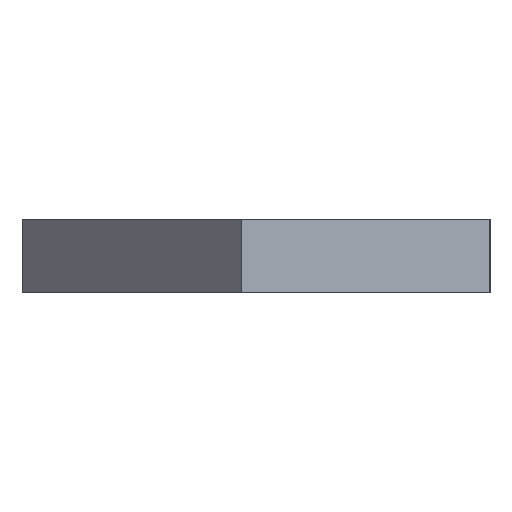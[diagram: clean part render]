
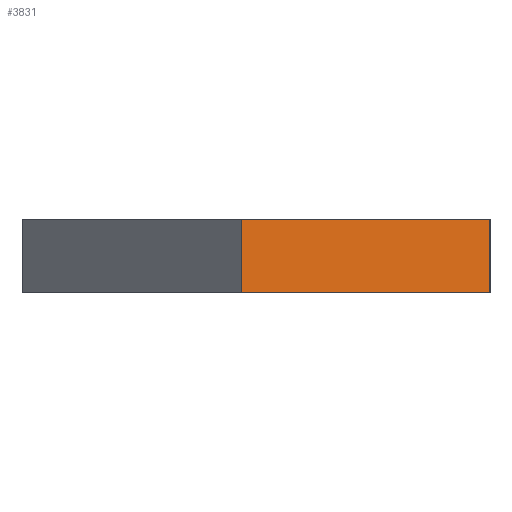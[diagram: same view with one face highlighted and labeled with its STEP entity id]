
A CAD part, left-side view. The second image highlights one B-rep face of the part: STEP entity #3831.
In plain terms, the highlighted planar face has unit normal (-0.749, -0.663, 0).
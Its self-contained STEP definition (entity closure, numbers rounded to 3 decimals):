
#55 = PLANE('',#56);
#56 = AXIS2_PLACEMENT_3D('',#57,#58,#59);
#57 = CARTESIAN_POINT('',(94.57,-104.804,0.));
#58 = DIRECTION('',(-0.663,0.749,0.));
#59 = DIRECTION('',(0.749,0.663,0.));
#83 = PLANE('',#84);
#84 = AXIS2_PLACEMENT_3D('',#85,#86,#87);
#85 = CARTESIAN_POINT('',(159.687,-105.117,1.6));
#86 = DIRECTION('',(0.,0.,-1.));
#87 = DIRECTION('',(-1.,0.,0.));
#137 = PLANE('',#138);
#138 = AXIS2_PLACEMENT_3D('',#139,#140,#141);
#139 = CARTESIAN_POINT('',(159.687,-105.117,0.));
#140 = DIRECTION('',(0.,0.,-1.));
#141 = DIRECTION('',(-1.,0.,0.));
#152 = EDGE_CURVE('',#153,#155,#157,.T.);
#153 = VERTEX_POINT('',#154);
#154 = CARTESIAN_POINT('',(94.57,-104.804,0.));
#155 = VERTEX_POINT('',#156);
#156 = CARTESIAN_POINT('',(94.57,-104.804,1.6));
#157 = SURFACE_CURVE('',#158,(#162,#169),.PCURVE_S1.);
#158 = LINE('',#159,#160);
#159 = CARTESIAN_POINT('',(94.57,-104.804,0.));
#160 = VECTOR('',#161,1.);
#161 = DIRECTION('',(0.,0.,1.));
#162 = PCURVE('',#55,#163);
#163 = DEFINITIONAL_REPRESENTATION('',(#164),#168);
#164 = LINE('',#165,#166);
#165 = CARTESIAN_POINT('',(0.,0.));
#166 = VECTOR('',#167,1.);
#167 = DIRECTION('',(0.,-1.));
#168 = ( GEOMETRIC_REPRESENTATION_CONTEXT(2) 
PARAMETRIC_REPRESENTATION_CONTEXT() REPRESENTATION_CONTEXT('2D SPACE',''
  ) );
#169 = PCURVE('',#170,#175);
#170 = PLANE('',#171);
#171 = AXIS2_PLACEMENT_3D('',#172,#173,#174);
#172 = CARTESIAN_POINT('',(99.374,-110.234,0.));
#173 = DIRECTION('',(-0.749,-0.663,0.));
#174 = DIRECTION('',(-0.663,0.749,0.));
#175 = DEFINITIONAL_REPRESENTATION('',(#176),#180);
#176 = LINE('',#177,#178);
#177 = CARTESIAN_POINT('',(7.25,0.));
#178 = VECTOR('',#179,1.);
#179 = DIRECTION('',(0.,-1.));
#180 = ( GEOMETRIC_REPRESENTATION_CONTEXT(2) 
PARAMETRIC_REPRESENTATION_CONTEXT() REPRESENTATION_CONTEXT('2D SPACE',''
  ) );
#330 = VERTEX_POINT('',#331);
#331 = CARTESIAN_POINT('',(99.374,-110.234,0.));
#345 = PLANE('',#346);
#346 = AXIS2_PLACEMENT_3D('',#347,#348,#349);
#347 = CARTESIAN_POINT('',(219.374,-110.234,0.));
#348 = DIRECTION('',(0.,-1.,0.));
#349 = DIRECTION('',(-1.,0.,0.));
#357 = EDGE_CURVE('',#330,#153,#358,.T.);
#358 = SURFACE_CURVE('',#359,(#363,#370),.PCURVE_S1.);
#359 = LINE('',#360,#361);
#360 = CARTESIAN_POINT('',(99.374,-110.234,0.));
#361 = VECTOR('',#362,1.);
#362 = DIRECTION('',(-0.663,0.749,0.));
#363 = PCURVE('',#137,#364);
#364 = DEFINITIONAL_REPRESENTATION('',(#365),#369);
#365 = LINE('',#366,#367);
#366 = CARTESIAN_POINT('',(60.313,-5.117));
#367 = VECTOR('',#368,1.);
#368 = DIRECTION('',(0.663,0.749));
#369 = ( GEOMETRIC_REPRESENTATION_CONTEXT(2) 
PARAMETRIC_REPRESENTATION_CONTEXT() REPRESENTATION_CONTEXT('2D SPACE',''
  ) );
#370 = PCURVE('',#170,#371);
#371 = DEFINITIONAL_REPRESENTATION('',(#372),#376);
#372 = LINE('',#373,#374);
#373 = CARTESIAN_POINT('',(0.,0.));
#374 = VECTOR('',#375,1.);
#375 = DIRECTION('',(1.,0.));
#376 = ( GEOMETRIC_REPRESENTATION_CONTEXT(2) 
PARAMETRIC_REPRESENTATION_CONTEXT() REPRESENTATION_CONTEXT('2D SPACE',''
  ) );
#2228 = VERTEX_POINT('',#2229);
#2229 = CARTESIAN_POINT('',(99.374,-110.234,1.6));
#2250 = EDGE_CURVE('',#2228,#155,#2251,.T.);
#2251 = SURFACE_CURVE('',#2252,(#2256,#2263),.PCURVE_S1.);
#2252 = LINE('',#2253,#2254);
#2253 = CARTESIAN_POINT('',(99.374,-110.234,1.6));
#2254 = VECTOR('',#2255,1.);
#2255 = DIRECTION('',(-0.663,0.749,0.));
#2256 = PCURVE('',#83,#2257);
#2257 = DEFINITIONAL_REPRESENTATION('',(#2258),#2262);
#2258 = LINE('',#2259,#2260);
#2259 = CARTESIAN_POINT('',(60.313,-5.117));
#2260 = VECTOR('',#2261,1.);
#2261 = DIRECTION('',(0.663,0.749));
#2262 = ( GEOMETRIC_REPRESENTATION_CONTEXT(2) 
PARAMETRIC_REPRESENTATION_CONTEXT() REPRESENTATION_CONTEXT('2D SPACE',''
  ) );
#2263 = PCURVE('',#170,#2264);
#2264 = DEFINITIONAL_REPRESENTATION('',(#2265),#2269);
#2265 = LINE('',#2266,#2267);
#2266 = CARTESIAN_POINT('',(0.,-1.6));
#2267 = VECTOR('',#2268,1.);
#2268 = DIRECTION('',(1.,0.));
#2269 = ( GEOMETRIC_REPRESENTATION_CONTEXT(2) 
PARAMETRIC_REPRESENTATION_CONTEXT() REPRESENTATION_CONTEXT('2D SPACE',''
  ) );
#3831 = ADVANCED_FACE('',(#3832),#170,.T.);
#3832 = FACE_BOUND('',#3833,.T.);
#3833 = EDGE_LOOP('',(#3834,#3855,#3856,#3857));
#3834 = ORIENTED_EDGE('',*,*,#3835,.T.);
#3835 = EDGE_CURVE('',#330,#2228,#3836,.T.);
#3836 = SURFACE_CURVE('',#3837,(#3841,#3848),.PCURVE_S1.);
#3837 = LINE('',#3838,#3839);
#3838 = CARTESIAN_POINT('',(99.374,-110.234,0.));
#3839 = VECTOR('',#3840,1.);
#3840 = DIRECTION('',(0.,0.,1.));
#3841 = PCURVE('',#170,#3842);
#3842 = DEFINITIONAL_REPRESENTATION('',(#3843),#3847);
#3843 = LINE('',#3844,#3845);
#3844 = CARTESIAN_POINT('',(0.,0.));
#3845 = VECTOR('',#3846,1.);
#3846 = DIRECTION('',(0.,-1.));
#3847 = ( GEOMETRIC_REPRESENTATION_CONTEXT(2) 
PARAMETRIC_REPRESENTATION_CONTEXT() REPRESENTATION_CONTEXT('2D SPACE',''
  ) );
#3848 = PCURVE('',#345,#3849);
#3849 = DEFINITIONAL_REPRESENTATION('',(#3850),#3854);
#3850 = LINE('',#3851,#3852);
#3851 = CARTESIAN_POINT('',(120.,0.));
#3852 = VECTOR('',#3853,1.);
#3853 = DIRECTION('',(0.,-1.));
#3854 = ( GEOMETRIC_REPRESENTATION_CONTEXT(2) 
PARAMETRIC_REPRESENTATION_CONTEXT() REPRESENTATION_CONTEXT('2D SPACE',''
  ) );
#3855 = ORIENTED_EDGE('',*,*,#2250,.T.);
#3856 = ORIENTED_EDGE('',*,*,#152,.F.);
#3857 = ORIENTED_EDGE('',*,*,#357,.F.);
